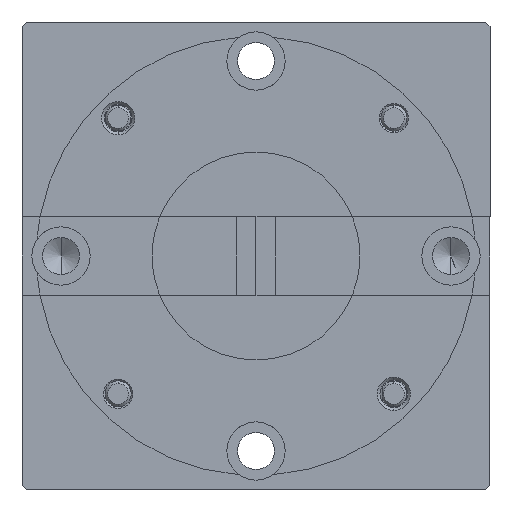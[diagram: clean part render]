
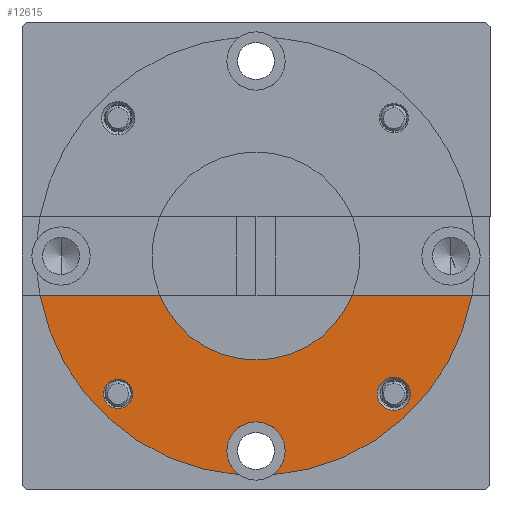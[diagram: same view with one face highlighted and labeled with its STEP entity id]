
A CAD part, left-side view. The second image highlights one B-rep face of the part: STEP entity #12615.
In plain terms, the highlighted planar face has unit normal (-1, 0, 0).
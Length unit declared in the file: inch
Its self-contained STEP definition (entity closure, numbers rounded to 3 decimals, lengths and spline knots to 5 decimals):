
#586 = VERTEX_POINT ( 'NONE', #1536 ) ;
#611 = ORIENTED_EDGE ( 'NONE', *, *, #4442, .T. ) ;
#685 = DIRECTION ( 'NONE',  ( 0., -1., 0. ) ) ;
#745 = EDGE_CURVE ( 'NONE', #3430, #877, #5068, .T. ) ;
#877 = VERTEX_POINT ( 'NONE', #8549 ) ;
#1403 = AXIS2_PLACEMENT_3D ( 'NONE', #17187, #7086, #7593 ) ;
#1536 = CARTESIAN_POINT ( 'NONE',  ( -0.64663, 1.40622, 1.43564 ) ) ;
#1805 = CARTESIAN_POINT ( 'NONE',  ( -0.64663, 0.55571, 1.6381 ) ) ;
#1900 = CARTESIAN_POINT ( 'NONE',  ( -0.64663, 1.07476, 1.6381 ) ) ;
#1969 = CARTESIAN_POINT ( 'NONE',  ( -0.64663, 1.59382, 1.6381 ) ) ;
#2639 = ORIENTED_EDGE ( 'NONE', *, *, #3366, .F. ) ;
#2669 = VERTEX_POINT ( 'NONE', #17400 ) ;
#3232 = ORIENTED_EDGE ( 'NONE', *, *, #12508, .T. ) ;
#3264 = EDGE_CURVE ( 'NONE', #9686, #586, #4688, .T. ) ;
#3366 = EDGE_CURVE ( 'NONE', #10442, #3430, #4098, .T. ) ;
#3430 = VERTEX_POINT ( 'NONE', #1969 ) ;
#3491 = ORIENTED_EDGE ( 'NONE', *, *, #14156, .F. ) ;
#3802 = DIRECTION ( 'NONE',  ( 0., 0., 1. ) ) ;
#4089 = DIRECTION ( 'NONE',  ( 1., 0., 0. ) ) ;
#4092 = CARTESIAN_POINT ( 'NONE',  ( -0.64663, 0.84311, 1.6381 ) ) ;
#4098 = CIRCLE ( 'NONE', #9126, 0.5275 ) ;
#4300 = AXIS2_PLACEMENT_3D ( 'NONE', #12861, #4089, #5757 ) ;
#4349 = CIRCLE ( 'NONE', #16754, 0.04 ) ;
#4442 = EDGE_CURVE ( 'NONE', #10442, #16717, #6241, .T. ) ;
#4632 = ORIENTED_EDGE ( 'NONE', *, *, #10828, .F. ) ;
#4688 = CIRCLE ( 'NONE', #5292, 0.035 ) ;
#4739 = EDGE_CURVE ( 'NONE', #16717, #2669, #7722, .T. ) ;
#4775 = CARTESIAN_POINT ( 'NONE',  ( -0.64663, 0.74331, 1.44064 ) ) ;
#4797 = DIRECTION ( 'NONE',  ( 0., -1., 0. ) ) ;
#5012 = DIRECTION ( 'NONE',  ( 0., -1., 0. ) ) ;
#5068 = LINE ( 'NONE', #1900, #9172 ) ;
#5292 = AXIS2_PLACEMENT_3D ( 'NONE', #10405, #11528, #14540 ) ;
#5658 = AXIS2_PLACEMENT_3D ( 'NONE', #15870, #13195, #4797 ) ;
#5757 = DIRECTION ( 'NONE',  ( 0., 0., -1. ) ) ;
#5860 = FACE_OUTER_BOUND ( 'NONE', #7168, .T. ) ;
#6241 = CIRCLE ( 'NONE', #8887, 0.07 ) ;
#6271 = EDGE_LOOP ( 'NONE', ( #4632, #3491 ) ) ;
#6447 = CARTESIAN_POINT ( 'NONE',  ( -0.64663, 1.07476, 1.7321 ) ) ;
#6491 = CARTESIAN_POINT ( 'NONE',  ( -0.64663, 1.40622, 1.36564 ) ) ;
#6852 = EDGE_LOOP ( 'NONE', ( #17522, #13609 ) ) ;
#7086 = DIRECTION ( 'NONE',  ( 1., 0., 0. ) ) ;
#7168 = EDGE_LOOP ( 'NONE', ( #2639, #611, #17716, #14937, #16342, #3232, #17951 ) ) ;
#7176 = DIRECTION ( 'NONE',  ( 0., 0., 1. ) ) ;
#7256 = FACE_BOUND ( 'NONE', #6852, .T. ) ;
#7267 = CIRCLE ( 'NONE', #8729, 0.04 ) ;
#7279 = DIRECTION ( 'NONE',  ( 0., 0., 1. ) ) ;
#7317 = CARTESIAN_POINT ( 'NONE',  ( -0.64663, 1.07476, 1.6381 ) ) ;
#7318 = EDGE_CURVE ( 'NONE', #7855, #7605, #10428, .T. ) ;
#7325 = CIRCLE ( 'NONE', #17620, 0.25 ) ;
#7593 = DIRECTION ( 'NONE',  ( 0., 0., -1. ) ) ;
#7605 = VERTEX_POINT ( 'NONE', #1805 ) ;
#7722 = CIRCLE ( 'NONE', #5658, 0.07 ) ;
#7855 = VERTEX_POINT ( 'NONE', #4092 ) ;
#7963 = DIRECTION ( 'NONE',  ( 1., 0., 0. ) ) ;
#8141 = CARTESIAN_POINT ( 'NONE',  ( -0.64663, 1.07476, 1.26335 ) ) ;
#8265 = DIRECTION ( 'NONE',  ( 0., 0., -1. ) ) ;
#8549 = CARTESIAN_POINT ( 'NONE',  ( -0.64663, 1.30642, 1.6381 ) ) ;
#8729 = AXIS2_PLACEMENT_3D ( 'NONE', #13050, #15632, #7176 ) ;
#8887 = AXIS2_PLACEMENT_3D ( 'NONE', #8141, #7963, #5012 ) ;
#9126 = AXIS2_PLACEMENT_3D ( 'NONE', #6447, #17693, #9383 ) ;
#9172 = VECTOR ( 'NONE', #685, 39.37008 ) ;
#9271 = DIRECTION ( 'NONE',  ( 1., 0., 0. ) ) ;
#9383 = DIRECTION ( 'NONE',  ( 0., 0., -1. ) ) ;
#9587 = EDGE_CURVE ( 'NONE', #7605, #2669, #13506, .T. ) ;
#9686 = VERTEX_POINT ( 'NONE', #6491 ) ;
#10405 = CARTESIAN_POINT ( 'NONE',  ( -0.64663, 1.40622, 1.40064 ) ) ;
#10428 = LINE ( 'NONE', #7317, #11667 ) ;
#10442 = VERTEX_POINT ( 'NONE', #11601 ) ;
#10828 = EDGE_CURVE ( 'NONE', #11882, #14480, #7267, .T. ) ;
#11528 = DIRECTION ( 'NONE',  ( -1., 0., 0. ) ) ;
#11601 = CARTESIAN_POINT ( 'NONE',  ( -0.64663, 1.11511, 1.20615 ) ) ;
#11667 = VECTOR ( 'NONE', #13015, 39.37008 ) ;
#11877 = CARTESIAN_POINT ( 'NONE',  ( -0.64663, 1.40622, 1.40064 ) ) ;
#11882 = VERTEX_POINT ( 'NONE', #4775 ) ;
#12415 = CARTESIAN_POINT ( 'NONE',  ( -0.64663, 1.07476, 1.7321 ) ) ;
#12508 = EDGE_CURVE ( 'NONE', #7855, #877, #7325, .T. ) ;
#12615 = ADVANCED_FACE ( 'NONE', ( #14231, #7256, #5860 ), #16742, .F. ) ;
#12861 = CARTESIAN_POINT ( 'NONE',  ( -0.64663, 1.07476, 1.7321 ) ) ;
#13015 = DIRECTION ( 'NONE',  ( 0., -1., 0. ) ) ;
#13050 = CARTESIAN_POINT ( 'NONE',  ( -0.64663, 0.74331, 1.40064 ) ) ;
#13195 = DIRECTION ( 'NONE',  ( 1., 0., 0. ) ) ;
#13506 = CIRCLE ( 'NONE', #1403, 0.5275 ) ;
#13609 = ORIENTED_EDGE ( 'NONE', *, *, #3264, .F. ) ;
#13669 = DIRECTION ( 'NONE',  ( -1., 0., 0. ) ) ;
#14074 = CARTESIAN_POINT ( 'NONE',  ( -0.64663, 1.07476, 1.33335 ) ) ;
#14134 = CIRCLE ( 'NONE', #14726, 0.035 ) ;
#14156 = EDGE_CURVE ( 'NONE', #14480, #11882, #4349, .T. ) ;
#14231 = FACE_BOUND ( 'NONE', #6271, .T. ) ;
#14480 = VERTEX_POINT ( 'NONE', #15034 ) ;
#14540 = DIRECTION ( 'NONE',  ( 0., 0., 1. ) ) ;
#14726 = AXIS2_PLACEMENT_3D ( 'NONE', #11877, #17137, #7279 ) ;
#14937 = ORIENTED_EDGE ( 'NONE', *, *, #9587, .F. ) ;
#15034 = CARTESIAN_POINT ( 'NONE',  ( -0.64663, 0.74331, 1.36064 ) ) ;
#15632 = DIRECTION ( 'NONE',  ( -1., 0., 0. ) ) ;
#15870 = CARTESIAN_POINT ( 'NONE',  ( -0.64663, 1.07476, 1.26335 ) ) ;
#16342 = ORIENTED_EDGE ( 'NONE', *, *, #7318, .F. ) ;
#16448 = CARTESIAN_POINT ( 'NONE',  ( -0.64663, 0.74331, 1.40064 ) ) ;
#16717 = VERTEX_POINT ( 'NONE', #14074 ) ;
#16742 = PLANE ( 'NONE',  #4300 ) ;
#16754 = AXIS2_PLACEMENT_3D ( 'NONE', #16448, #13669, #3802 ) ;
#16913 = EDGE_CURVE ( 'NONE', #586, #9686, #14134, .T. ) ;
#17137 = DIRECTION ( 'NONE',  ( -1., 0., 0. ) ) ;
#17187 = CARTESIAN_POINT ( 'NONE',  ( -0.64663, 1.07476, 1.7321 ) ) ;
#17400 = CARTESIAN_POINT ( 'NONE',  ( -0.64663, 1.03442, 1.20615 ) ) ;
#17522 = ORIENTED_EDGE ( 'NONE', *, *, #16913, .F. ) ;
#17620 = AXIS2_PLACEMENT_3D ( 'NONE', #12415, #9271, #8265 ) ;
#17693 = DIRECTION ( 'NONE',  ( 1., 0., 0. ) ) ;
#17716 = ORIENTED_EDGE ( 'NONE', *, *, #4739, .T. ) ;
#17951 = ORIENTED_EDGE ( 'NONE', *, *, #745, .F. ) ;
